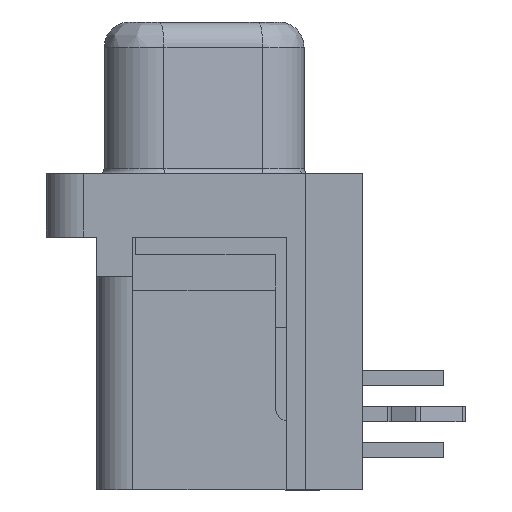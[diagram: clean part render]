
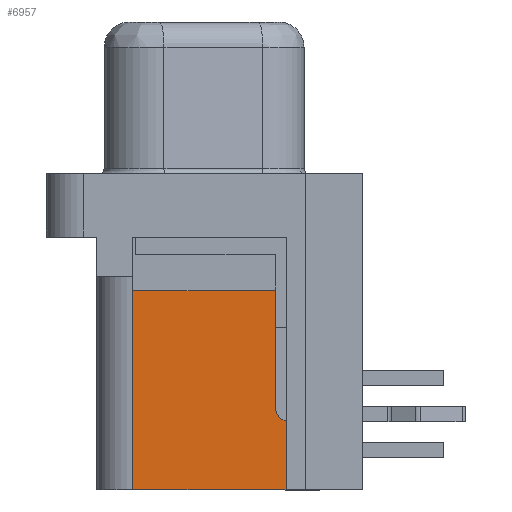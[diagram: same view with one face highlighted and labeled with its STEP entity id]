
A CAD part, left-side view. The second image highlights one B-rep face of the part: STEP entity #6957.
In plain terms, the highlighted planar face has unit normal (-1, 0, 0).
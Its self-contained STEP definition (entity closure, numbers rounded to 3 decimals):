
#65 = DIRECTION ( 'NONE',  ( 0., 0., -1. ) ) ;
#830 = EDGE_CURVE ( 'NONE', #17740, #14083, #20522, .T. ) ;
#1163 = DIRECTION ( 'NONE',  ( 0., 1., 0. ) ) ;
#1321 = EDGE_CURVE ( 'NONE', #12744, #14083, #19803, .T. ) ;
#2507 = CARTESIAN_POINT ( 'NONE',  ( -20.32, -0.215, -10.62 ) ) ;
#3281 = EDGE_CURVE ( 'NONE', #20678, #17740, #8640, .T. ) ;
#3761 = VECTOR ( 'NONE', #65, 1000. ) ;
#3785 = CARTESIAN_POINT ( 'NONE',  ( -20.32, -3.371, -10.462 ) ) ;
#4067 = ORIENTED_EDGE ( 'NONE', *, *, #830, .T. ) ;
#4119 = CARTESIAN_POINT ( 'NONE',  ( -20.32, -3.25, -10.62 ) ) ;
#5083 = CARTESIAN_POINT ( 'NONE',  ( -20.32, -3.25, -14.56 ) ) ;
#5764 = CARTESIAN_POINT ( 'NONE',  ( -20.32, 2.82, -10.62 ) ) ;
#6957 = ADVANCED_FACE ( 'NONE', ( #10222 ), #16277, .T. ) ;
#7131 = EDGE_LOOP ( 'NONE', ( #9678, #9065, #8054, #4067 ) ) ;
#7233 = DIRECTION ( 'NONE',  ( 0., 1., 0. ) ) ;
#7253 = VECTOR ( 'NONE', #1163, 1000. ) ;
#8054 = ORIENTED_EDGE ( 'NONE', *, *, #3281, .T. ) ;
#8297 = DIRECTION ( 'NONE',  ( 0., 0., 1. ) ) ;
#8397 = EDGE_CURVE ( 'NONE', #12744, #20678, #15556, .T. ) ;
#8640 = LINE ( 'NONE', #2507, #9382 ) ;
#9065 = ORIENTED_EDGE ( 'NONE', *, *, #8397, .T. ) ;
#9145 = CARTESIAN_POINT ( 'NONE',  ( -20.32, -1.005, -18.5 ) ) ;
#9382 = VECTOR ( 'NONE', #7233, 1000. ) ;
#9678 = ORIENTED_EDGE ( 'NONE', *, *, #1321, .F. ) ;
#10222 = FACE_OUTER_BOUND ( 'NONE', #7131, .T. ) ;
#11860 = VECTOR ( 'NONE', #8297, 1000. ) ;
#12615 = CARTESIAN_POINT ( 'NONE',  ( -20.32, 2.82, -18.5 ) ) ;
#12744 = VERTEX_POINT ( 'NONE', #19111 ) ;
#14083 = VERTEX_POINT ( 'NONE', #12615 ) ;
#15540 = AXIS2_PLACEMENT_3D ( 'NONE', #3785, #18041, #19510 ) ;
#15556 = LINE ( 'NONE', #5083, #11860 ) ;
#16277 = PLANE ( 'NONE',  #15540 ) ;
#17740 = VERTEX_POINT ( 'NONE', #5764 ) ;
#18041 = DIRECTION ( 'NONE',  ( -1., 0., 0. ) ) ;
#19111 = CARTESIAN_POINT ( 'NONE',  ( -20.32, -3.25, -18.5 ) ) ;
#19510 = DIRECTION ( 'NONE',  ( 0., 1., 0. ) ) ;
#19803 = LINE ( 'NONE', #9145, #7253 ) ;
#20522 = LINE ( 'NONE', #20694, #3761 ) ;
#20678 = VERTEX_POINT ( 'NONE', #4119 ) ;
#20694 = CARTESIAN_POINT ( 'NONE',  ( -20.32, 2.82, -14.28 ) ) ;
